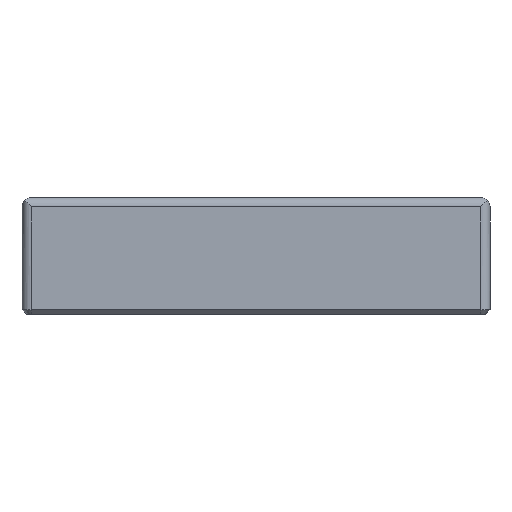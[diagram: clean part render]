
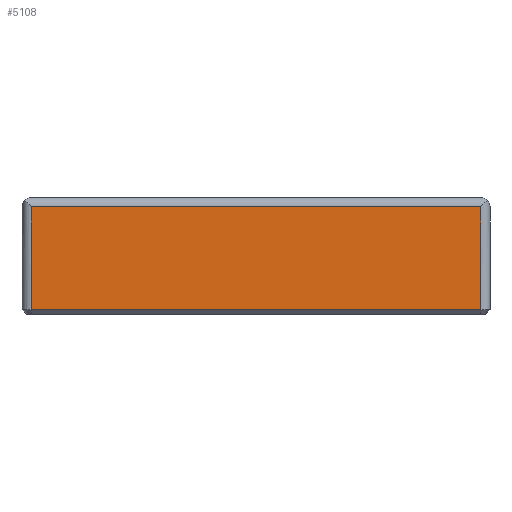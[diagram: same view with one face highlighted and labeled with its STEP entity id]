
A CAD part, left-side view. The second image highlights one B-rep face of the part: STEP entity #5108.
In plain terms, the highlighted planar face has unit normal (-1, 0, 0).
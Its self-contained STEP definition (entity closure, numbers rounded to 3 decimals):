
#357=PLANE('',#5492);
#909=ORIENTED_EDGE('',*,*,#2135,.T.);
#910=ORIENTED_EDGE('',*,*,#2368,.T.);
#911=ORIENTED_EDGE('',*,*,#2369,.T.);
#912=ORIENTED_EDGE('',*,*,#2370,.T.);
#2135=EDGE_CURVE('',#2866,#2865,#3377,.F.);
#2368=EDGE_CURVE('',#2865,#3097,#3391,.T.);
#2369=EDGE_CURVE('',#3097,#3098,#3392,.T.);
#2370=EDGE_CURVE('',#3098,#2866,#3393,.T.);
#2865=VERTEX_POINT('',#6971);
#2866=VERTEX_POINT('',#6973);
#3097=VERTEX_POINT('',#8478);
#3098=VERTEX_POINT('',#8480);
#3377=LINE('',#6972,#3765);
#3391=LINE('',#8477,#3779);
#3392=LINE('',#8479,#3780);
#3393=LINE('',#8481,#3781);
#3765=VECTOR('',#5836,1000.);
#3779=VECTOR('',#5920,1000.);
#3780=VECTOR('',#5921,1000.);
#3781=VECTOR('',#5922,1000.);
#4212=EDGE_LOOP('',(#909,#910,#911,#912));
#4673=FACE_BOUND('',#4212,.T.);
#5108=ADVANCED_FACE('',(#4673),#357,.F.);
#5492=AXIS2_PLACEMENT_3D('',#8476,#5918,#5919);
#5836=DIRECTION('',(0.,0.,1.));
#5918=DIRECTION('',(1.,0.,0.));
#5919=DIRECTION('',(0.,0.,-1.));
#5920=DIRECTION('',(0.,-1.,0.));
#5921=DIRECTION('',(0.,0.,1.));
#5922=DIRECTION('',(0.,1.,0.));
#6971=CARTESIAN_POINT('',(0.,159.403,1.));
#6972=CARTESIAN_POINT('',(0.,159.403,0.));
#6973=CARTESIAN_POINT('',(0.,159.403,23.));
#8476=CARTESIAN_POINT('',(0.,100.,25.));
#8477=CARTESIAN_POINT('',(0.,100.,1.));
#8478=CARTESIAN_POINT('',(0.,63.403,1.));
#8479=CARTESIAN_POINT('',(0.,63.403,25.));
#8480=CARTESIAN_POINT('',(0.,63.403,23.));
#8481=CARTESIAN_POINT('',(0.,159.403,23.));
